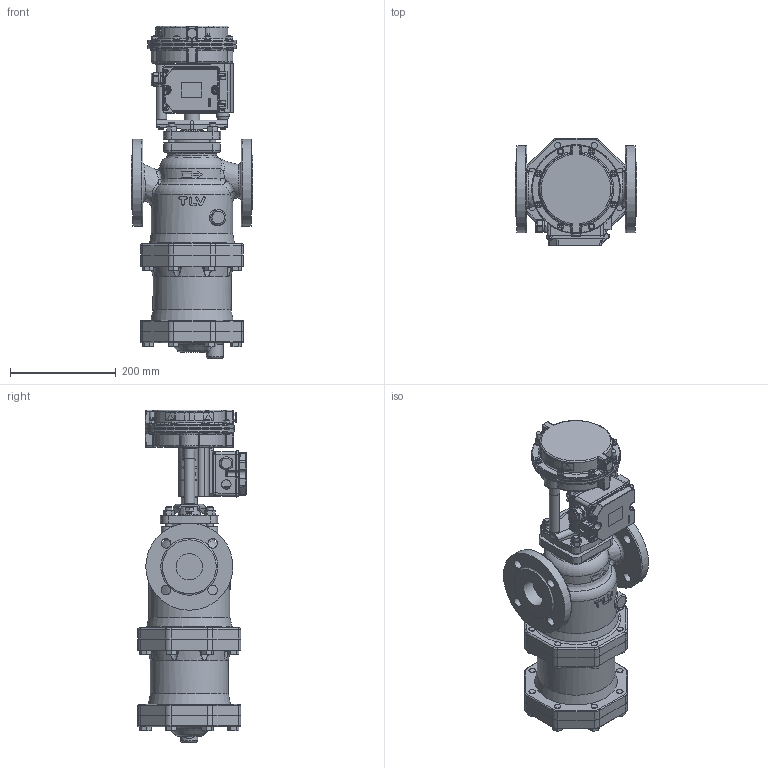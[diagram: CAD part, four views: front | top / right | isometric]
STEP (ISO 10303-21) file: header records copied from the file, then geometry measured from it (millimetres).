
FILE_DESCRIPTION(/* description */ (''),/* implementation_level */ '2;1');
FILE_NAME(/* name */ 'rcv16-050-e0025-00.stp',/* time_stamp */ '2019-06-17T13:03:37+09:00',/* author */ ('asada'),/* organization */ (''),/* preprocessor_version */ 'ST-DEVELOPER v15.6',/* originating_system */ 'Autodesk Inventor 2015',/* authorisation */ '');
FILE_SCHEMA (('AUTOMOTIVE_DESIGN { 1 0 10303 214 3 1 1 }'));
Products named in the file (1): rcv16-050-e0025-00
Bounding box: 230 x 205.1 x 629.2 mm (x, y, z)
Volume: 10779810.2 mm3; surface area: 789201.7 mm2
Topology: 2 solids, 9 shells, 3351 faces, 8440 edges, 5256 vertices
Faces by surface type: plane 1357, cylinder 688, bspline 620, cone 449, torus 207, sphere 30
Full cylindrical faces by diameter (mm): 1.72 x2, 4 x2, 4.019 x4, 4.2 x2, 4.4 x2, 4.773 x6, 5 x6, 5.3 x2, 6.5 x1, 6.6 x1, 7.2 x2, 8 x5, 8.5 x1, 9 x2, 9.5 x2, 9.73 x1, 9.75 x1, 10 x15, 11.45 x2, 12 x44, 12.5 x8, 13 x4, 14 x16, 14.1 x1, 17.475 x1, 18 x9, 18.014 x1, 18.465 x2, 19 x1, 20 x3
Entity records: 122981 total; most frequent: CARTESIAN_POINT 47648, ORIENTED_EDGE 15996, DIRECTION 14350, EDGE_CURVE 7986, AXIS2_PLACEMENT_3D 5463, VERTEX_POINT 5112, EDGE_LOOP 3898, LINE 3424
